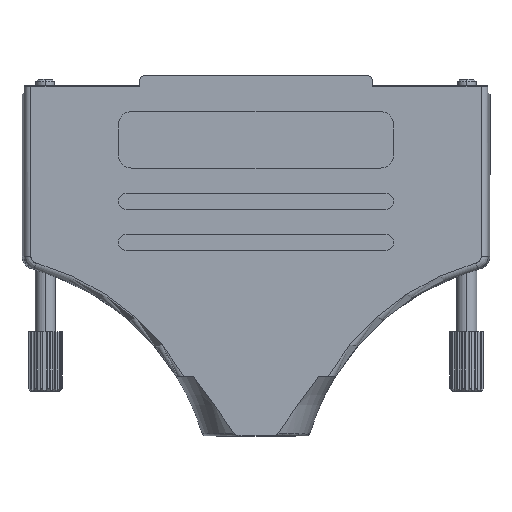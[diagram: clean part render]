
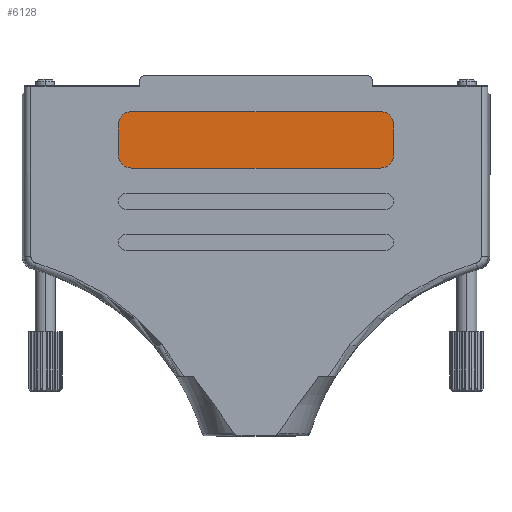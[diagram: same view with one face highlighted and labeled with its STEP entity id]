
A CAD part, front view. The second image highlights one B-rep face of the part: STEP entity #6128.
In plain terms, the highlighted planar face has unit normal (0, -1, 0).
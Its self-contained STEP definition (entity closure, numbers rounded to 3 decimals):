
#891 = ORIENTED_EDGE ( 'NONE', *, *, #15260, .T. ) ;
#1011 = VERTEX_POINT ( 'NONE', #4452 ) ;
#2427 = CARTESIAN_POINT ( 'NONE',  ( -18.75, -7.1, -4.2 ) ) ;
#2911 = VERTEX_POINT ( 'NONE', #11959 ) ;
#3711 = LINE ( 'NONE', #20681, #4904 ) ;
#3857 = AXIS2_PLACEMENT_3D ( 'NONE', #5822, #8158, #23155 ) ;
#4166 = CIRCLE ( 'NONE', #11253, 2. ) ;
#4263 = DIRECTION ( 'NONE',  ( 0., 0., 1. ) ) ;
#4442 = DIRECTION ( 'NONE',  ( 0., 0., -1. ) ) ;
#4452 = CARTESIAN_POINT ( 'NONE',  ( -20.75, -7.1, -10.7 ) ) ;
#4904 = VECTOR ( 'NONE', #18703, 1000. ) ;
#5183 = CARTESIAN_POINT ( 'NONE',  ( 18.75, -7.1, -4.2 ) ) ;
#5404 = CARTESIAN_POINT ( 'NONE',  ( -18.75, -7.1, -12.7 ) ) ;
#5746 = EDGE_CURVE ( 'NONE', #23243, #12024, #7008, .T. ) ;
#5822 = CARTESIAN_POINT ( 'NONE',  ( 18.75, -7.1, -6.2 ) ) ;
#6128 = ADVANCED_FACE ( 'NONE', ( #17477 ), #11976, .F. ) ;
#7008 = CIRCLE ( 'NONE', #21927, 2. ) ;
#7067 = VECTOR ( 'NONE', #12553, 1000. ) ;
#7731 = DIRECTION ( 'NONE',  ( 0., -1., 0. ) ) ;
#8124 = DIRECTION ( 'NONE',  ( 0., -1., 0. ) ) ;
#8158 = DIRECTION ( 'NONE',  ( 0., 1., 0. ) ) ;
#8558 = EDGE_CURVE ( 'NONE', #16750, #18502, #16456, .T. ) ;
#8589 = EDGE_CURVE ( 'NONE', #13392, #23243, #22257, .T. ) ;
#8857 = CARTESIAN_POINT ( 'NONE',  ( -18.75, -7.1, -4.2 ) ) ;
#9938 = EDGE_CURVE ( 'NONE', #1011, #13392, #20026, .T. ) ;
#10045 = DIRECTION ( 'NONE',  ( 0., -1., 0. ) ) ;
#10430 = ORIENTED_EDGE ( 'NONE', *, *, #8558, .T. ) ;
#10829 = DIRECTION ( 'NONE',  ( -1., 0., 0. ) ) ;
#11253 = AXIS2_PLACEMENT_3D ( 'NONE', #20769, #7731, #18673 ) ;
#11959 = CARTESIAN_POINT ( 'NONE',  ( -20.75, -7.1, -6.2 ) ) ;
#11976 = PLANE ( 'NONE',  #3857 ) ;
#12024 = VERTEX_POINT ( 'NONE', #18904 ) ;
#12248 = EDGE_LOOP ( 'NONE', ( #18490, #10430, #891, #14868, #15446, #21076, #23429, #23862 ) ) ;
#12553 = DIRECTION ( 'NONE',  ( 1., 0., 0. ) ) ;
#13084 = AXIS2_PLACEMENT_3D ( 'NONE', #15383, #8124, #4442 ) ;
#13392 = VERTEX_POINT ( 'NONE', #21843 ) ;
#13974 = CARTESIAN_POINT ( 'NONE',  ( 18.75, -7.1, -10.7 ) ) ;
#14347 = LINE ( 'NONE', #18027, #15990 ) ;
#14727 = DIRECTION ( 'NONE',  ( 0., -1., 0. ) ) ;
#14868 = ORIENTED_EDGE ( 'NONE', *, *, #21384, .T. ) ;
#15260 = EDGE_CURVE ( 'NONE', #18502, #2911, #23699, .T. ) ;
#15383 = CARTESIAN_POINT ( 'NONE',  ( -18.75, -7.1, -6.2 ) ) ;
#15446 = ORIENTED_EDGE ( 'NONE', *, *, #9938, .T. ) ;
#15694 = AXIS2_PLACEMENT_3D ( 'NONE', #16317, #14727, #18524 ) ;
#15990 = VECTOR ( 'NONE', #18389, 1000. ) ;
#16317 = CARTESIAN_POINT ( 'NONE',  ( -18.75, -7.1, -10.7 ) ) ;
#16423 = EDGE_CURVE ( 'NONE', #12024, #17001, #3711, .T. ) ;
#16456 = LINE ( 'NONE', #8857, #17651 ) ;
#16750 = VERTEX_POINT ( 'NONE', #5183 ) ;
#17001 = VERTEX_POINT ( 'NONE', #19658 ) ;
#17477 = FACE_OUTER_BOUND ( 'NONE', #12248, .T. ) ;
#17651 = VECTOR ( 'NONE', #10829, 1000. ) ;
#18027 = CARTESIAN_POINT ( 'NONE',  ( -20.75, -7.1, -6.2 ) ) ;
#18389 = DIRECTION ( 'NONE',  ( 0., 0., -1. ) ) ;
#18490 = ORIENTED_EDGE ( 'NONE', *, *, #18918, .T. ) ;
#18502 = VERTEX_POINT ( 'NONE', #2427 ) ;
#18524 = DIRECTION ( 'NONE',  ( 0., 0., 1. ) ) ;
#18673 = DIRECTION ( 'NONE',  ( 0., 0., 1. ) ) ;
#18703 = DIRECTION ( 'NONE',  ( 0., 0., 1. ) ) ;
#18904 = CARTESIAN_POINT ( 'NONE',  ( 20.75, -7.1, -10.7 ) ) ;
#18918 = EDGE_CURVE ( 'NONE', #17001, #16750, #4166, .T. ) ;
#19658 = CARTESIAN_POINT ( 'NONE',  ( 20.75, -7.1, -6.2 ) ) ;
#20026 = CIRCLE ( 'NONE', #15694, 2. ) ;
#20681 = CARTESIAN_POINT ( 'NONE',  ( 20.75, -7.1, -6.2 ) ) ;
#20769 = CARTESIAN_POINT ( 'NONE',  ( 18.75, -7.1, -6.2 ) ) ;
#21076 = ORIENTED_EDGE ( 'NONE', *, *, #8589, .T. ) ;
#21384 = EDGE_CURVE ( 'NONE', #2911, #1011, #14347, .T. ) ;
#21843 = CARTESIAN_POINT ( 'NONE',  ( -18.75, -7.1, -12.7 ) ) ;
#21927 = AXIS2_PLACEMENT_3D ( 'NONE', #13974, #10045, #4263 ) ;
#22257 = LINE ( 'NONE', #5404, #7067 ) ;
#22772 = CARTESIAN_POINT ( 'NONE',  ( 18.75, -7.1, -12.7 ) ) ;
#23155 = DIRECTION ( 'NONE',  ( 0., 0., 1. ) ) ;
#23243 = VERTEX_POINT ( 'NONE', #22772 ) ;
#23429 = ORIENTED_EDGE ( 'NONE', *, *, #5746, .T. ) ;
#23699 = CIRCLE ( 'NONE', #13084, 2. ) ;
#23862 = ORIENTED_EDGE ( 'NONE', *, *, #16423, .T. ) ;
